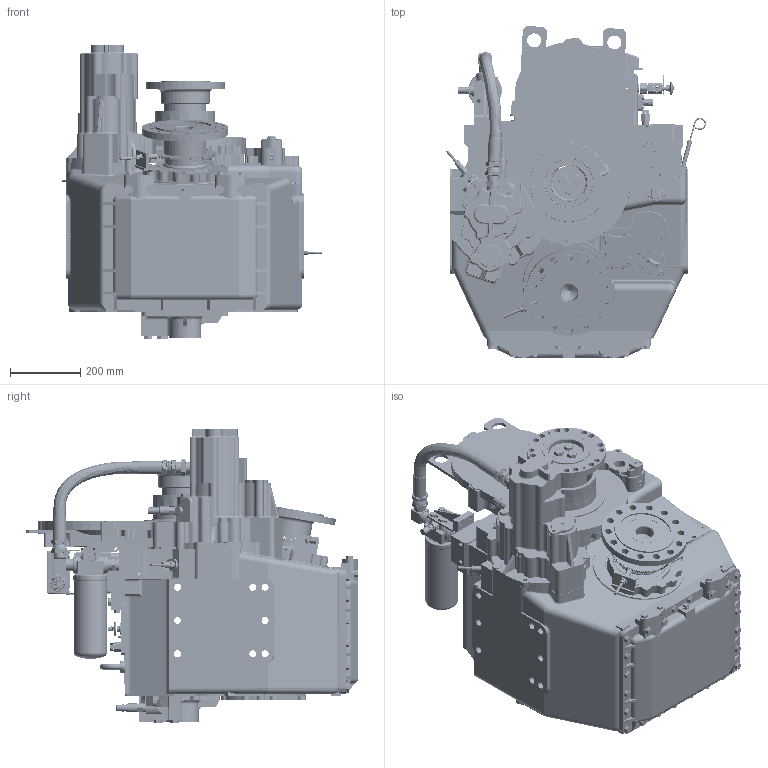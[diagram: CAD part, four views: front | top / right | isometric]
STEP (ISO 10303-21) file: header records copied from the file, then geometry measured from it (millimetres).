
FILE_DESCRIPTION (( 'STEP AP214' ), '1' );
FILE_NAME ('740611R.STEP', '2015-12-25T06:04:57', ( 'hitachi-nico' ), ( 'hitachi-nico' ), 'SwSTEP 2.0', 'SolidWorks 2015', '' );
FILE_SCHEMA (( 'AUTOMOTIVE_DESIGN' ));
Length unit declared in the file: millimetre
Products named in the file (1): 740611R
Bounding box: 742.43 x 947.44 x 841.5 mm (x, y, z)
Surface area: 4184084 mm2 (no closed solid volume)
Topology: 0 solids, 220 shells, 3883 faces, 14422 edges, 10605 vertices
Faces by surface type: cylinder 1649, plane 1489, torus 296, cone 256, bspline 162, sphere 31
Entity records: 220064 total; most frequent: CARTESIAN_POINT 60235, DIRECTION 23890, ORIENTED_EDGE 22376, EDGE_CURVE 14388, VERTEX_POINT 10604, AXIS2_PLACEMENT_3D 8896, LINE 6098, VECTOR 6098
